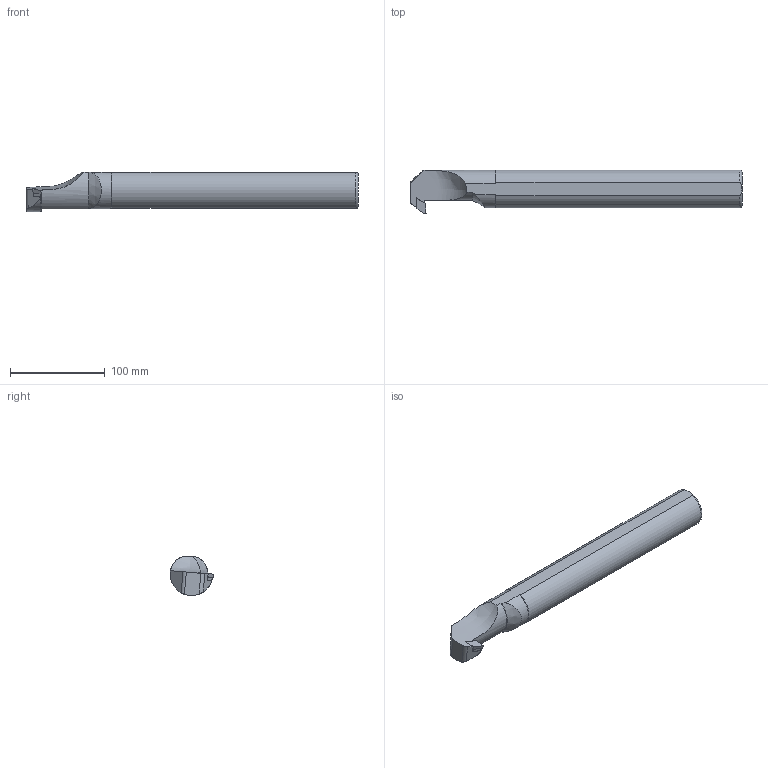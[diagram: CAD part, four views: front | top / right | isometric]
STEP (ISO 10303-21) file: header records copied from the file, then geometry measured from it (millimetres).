
FILE_DESCRIPTION(/* description */ (''),/* implementation_level */ '2;1');
FILE_NAME(/* name */ 'S40U-SDXCR-11.stp',/* time_stamp */ '2023-10-18T14:10:50+03:00',/* author */ (''),/* organization */ (''),/* preprocessor_version */ 'ST-DEVELOPER v19.4',/* originating_system */ 'SIEMENS PLM Software NX2306.3001',/* authorisation */ '');
FILE_SCHEMA (('AUTOMOTIVE_DESIGN { 1 0 10303 214 3 1 1 1 }'));
Length unit declared in the file: millimetre
Products named in the file (1): model1_objects
Bounding box: 350 x 46.31 x 41.25 mm (x, y, z)
Volume: 394840.8 mm3; surface area: 44719 mm2
Topology: 2 solids, 2 shells, 53 faces, 144 edges, 95 vertices
Faces by surface type: plane 25, cylinder 16, cone 7, torus 3, bspline 2
Entity records: 2424 total; most frequent: CARTESIAN_POINT 1045, ORIENTED_EDGE 284, DIRECTION 239, EDGE_CURVE 142, VERTEX_POINT 94, AXIS2_PLACEMENT_3D 91, LINE 57, VECTOR 57
